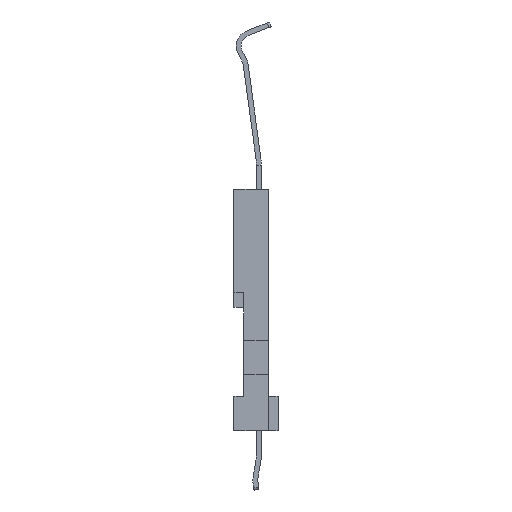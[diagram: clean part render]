
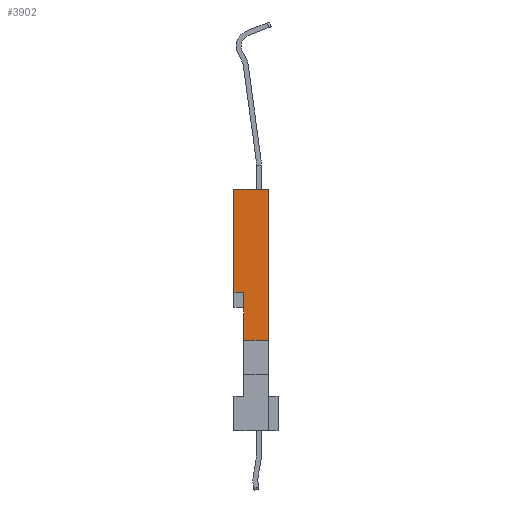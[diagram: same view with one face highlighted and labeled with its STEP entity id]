
A CAD part, left-side view. The second image highlights one B-rep face of the part: STEP entity #3902.
In plain terms, the highlighted planar face has unit normal (-1, 0, 0).
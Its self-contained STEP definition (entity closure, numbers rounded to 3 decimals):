
#312=FACE_OUTER_BOUND('',#526,.T.);
#526=EDGE_LOOP('',(#3182,#3183,#3184,#3185,#3186,#3187));
#934=LINE('',#5820,#1446);
#981=LINE('',#5912,#1493);
#1032=LINE('',#6005,#1544);
#1033=LINE('',#6007,#1545);
#1034=LINE('',#6009,#1546);
#1035=LINE('',#6010,#1547);
#1446=VECTOR('',#4739,1000.);
#1493=VECTOR('',#4788,1000.);
#1544=VECTOR('',#4863,1000.);
#1545=VECTOR('',#4864,1000.);
#1546=VECTOR('',#4865,1000.);
#1547=VECTOR('',#4866,1000.);
#1861=VERTEX_POINT('',#5817);
#1862=VERTEX_POINT('',#5819);
#1905=VERTEX_POINT('',#5909);
#1906=VERTEX_POINT('',#5911);
#1937=VERTEX_POINT('',#6006);
#1938=VERTEX_POINT('',#6008);
#2316=EDGE_CURVE('',#1862,#1861,#934,.T.);
#2363=EDGE_CURVE('',#1905,#1906,#981,.T.);
#2414=EDGE_CURVE('',#1862,#1905,#1032,.T.);
#2415=EDGE_CURVE('',#1861,#1937,#1033,.T.);
#2416=EDGE_CURVE('',#1938,#1937,#1034,.T.);
#2417=EDGE_CURVE('',#1938,#1906,#1035,.T.);
#3182=ORIENTED_EDGE('',*,*,#2414,.F.);
#3183=ORIENTED_EDGE('',*,*,#2316,.T.);
#3184=ORIENTED_EDGE('',*,*,#2415,.T.);
#3185=ORIENTED_EDGE('',*,*,#2416,.F.);
#3186=ORIENTED_EDGE('',*,*,#2417,.T.);
#3187=ORIENTED_EDGE('',*,*,#2363,.F.);
#3734=PLANE('',#4111);
#3902=ADVANCED_FACE('',(#312),#3734,.T.);
#4111=AXIS2_PLACEMENT_3D('',#6004,#4861,#4862);
#4739=DIRECTION('',(0.,0.,1.));
#4788=DIRECTION('',(0.,0.,1.));
#4861=DIRECTION('center_axis',(-1.,0.,0.));
#4862=DIRECTION('ref_axis',(0.,0.,1.));
#4863=DIRECTION('',(0.,1.,0.));
#4864=DIRECTION('',(0.,1.,0.));
#4865=DIRECTION('',(0.,0.,1.));
#4866=DIRECTION('',(0.,-1.,0.));
#5817=CARTESIAN_POINT('',(-3.215,-0.5,2.45));
#5819=CARTESIAN_POINT('',(-3.215,-0.5,-0.62));
#5820=CARTESIAN_POINT('',(-3.215,-0.5,-2.45));
#5909=CARTESIAN_POINT('',(-3.215,0.,-0.62));
#5911=CARTESIAN_POINT('',(-3.215,0.,0.35));
#5912=CARTESIAN_POINT('',(-3.215,0.,-2.45));
#6004=CARTESIAN_POINT('Origin',(-3.215,-0.5,-2.45));
#6005=CARTESIAN_POINT('',(-3.215,-0.5,-0.62));
#6006=CARTESIAN_POINT('',(-3.215,0.2,2.45));
#6007=CARTESIAN_POINT('',(-3.215,-0.5,2.45));
#6008=CARTESIAN_POINT('',(-3.215,0.2,0.35));
#6009=CARTESIAN_POINT('',(-3.215,0.2,0.35));
#6010=CARTESIAN_POINT('',(-3.215,0.2,0.35));
